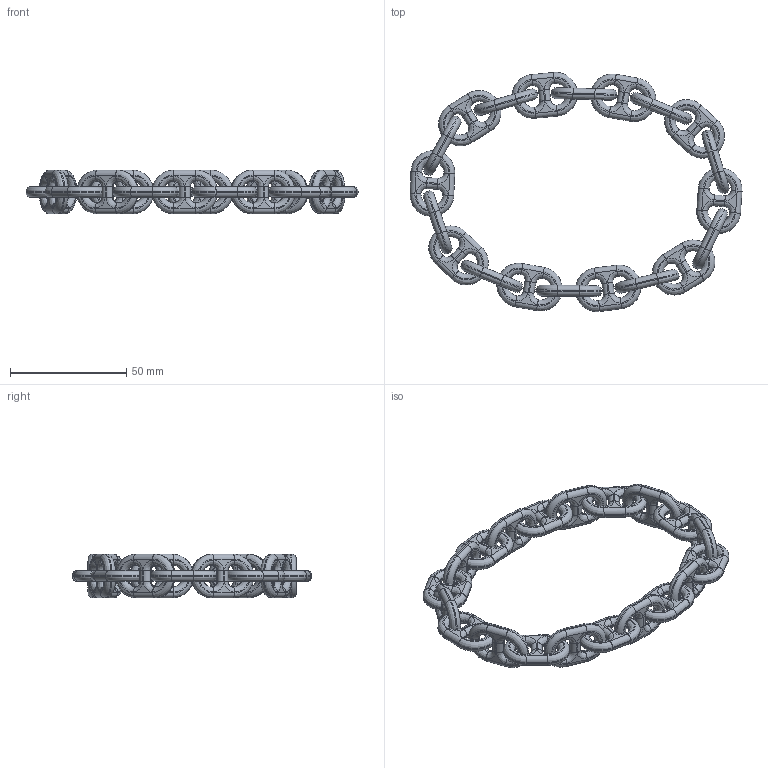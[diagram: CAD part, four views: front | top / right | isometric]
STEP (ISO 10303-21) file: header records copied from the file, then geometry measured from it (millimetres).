
FILE_DESCRIPTION(('FreeCAD Model'),'2;1');
FILE_NAME('Open CASCADE Shape Model','2025-04-25T17:02:08',('FreeCAD'),( 'FreeCAD'),'Open CASCADE STEP processor 7.6','FreeCAD','Unknown');
FILE_SCHEMA(('AUTOMOTIVE_DESIGN { 1 0 10303 214 1 1 1 1 }'));
Length unit declared in the file: millimetre
Products named in the file (1): Open CASCADE STEP translator 7.6 1
Bounding box: 142.7 x 102.84 x 18.82 mm (x, y, z)
Volume: 27447.9 mm3; surface area: 21547.2 mm2
Topology: 20 solids, 20 shells, 760 faces, 1680 edges, 960 vertices
Faces by surface type: bspline 760
Entity records: 21816 total; most frequent: CARTESIAN_POINT 12641, ORIENTED_EDGE 3360, EDGE_CURVE 1680, VERTEX_POINT 960, FACE_BOUND 840, EDGE_LOOP 840, ADVANCED_FACE 760, B_SPLINE_CURVE_WITH_KNOTS 560
